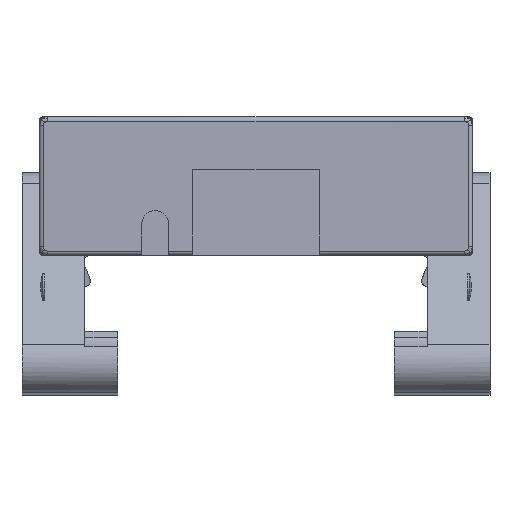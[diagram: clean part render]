
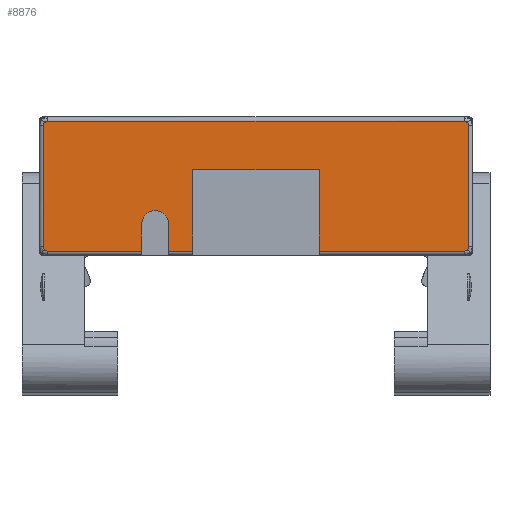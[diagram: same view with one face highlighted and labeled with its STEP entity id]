
A CAD part, front view. The second image highlights one B-rep face of the part: STEP entity #8876.
In plain terms, the highlighted planar face has unit normal (0, -1, 0).
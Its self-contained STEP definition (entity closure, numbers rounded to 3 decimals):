
#370=LINE('',#11889,#987);
#371=LINE('',#11953,#988);
#372=LINE('',#11971,#989);
#373=LINE('',#12418,#990);
#380=LINE('',#12433,#997);
#384=LINE('',#12442,#1001);
#385=LINE('',#12444,#1002);
#390=LINE('',#12454,#1007);
#391=LINE('',#12459,#1008);
#392=LINE('',#12461,#1009);
#393=LINE('',#12472,#1010);
#987=VECTOR('',#10004,1000.);
#988=VECTOR('',#10011,1000.);
#989=VECTOR('',#10014,1000.);
#990=VECTOR('',#10023,1000.);
#997=VECTOR('',#10032,1000.);
#1001=VECTOR('',#10042,1000.);
#1002=VECTOR('',#10045,1000.);
#1007=VECTOR('',#10060,1000.);
#1008=VECTOR('',#10063,1000.);
#1009=VECTOR('',#10064,1000.);
#1010=VECTOR('',#10079,1000.);
#1589=PLANE('',#9348);
#2011=ORIENTED_EDGE('',*,*,#4118,.T.);
#2012=ORIENTED_EDGE('',*,*,#4119,.T.);
#2013=ORIENTED_EDGE('',*,*,#4120,.T.);
#2014=ORIENTED_EDGE('',*,*,#4121,.F.);
#2015=ORIENTED_EDGE('',*,*,#4112,.T.);
#2016=ORIENTED_EDGE('',*,*,#4107,.T.);
#2017=ORIENTED_EDGE('',*,*,#4113,.T.);
#2018=ORIENTED_EDGE('',*,*,#4100,.F.);
#2019=ORIENTED_EDGE('',*,*,#4122,.F.);
#2020=ORIENTED_EDGE('',*,*,#4123,.F.);
#2021=ORIENTED_EDGE('',*,*,#4053,.F.);
#2022=ORIENTED_EDGE('',*,*,#4124,.F.);
#2023=ORIENTED_EDGE('',*,*,#4125,.F.);
#2024=ORIENTED_EDGE('',*,*,#4071,.F.);
#2025=ORIENTED_EDGE('',*,*,#4126,.F.);
#2026=ORIENTED_EDGE('',*,*,#4127,.F.);
#2027=ORIENTED_EDGE('',*,*,#4067,.F.);
#2028=ORIENTED_EDGE('',*,*,#4128,.F.);
#2029=ORIENTED_EDGE('',*,*,#4087,.F.);
#2030=ORIENTED_EDGE('',*,*,#4129,.F.);
#4053=EDGE_CURVE('',#5125,#5127,#370,.T.);
#4067=EDGE_CURVE('',#5134,#5135,#371,.T.);
#4071=EDGE_CURVE('',#5137,#5139,#372,.T.);
#4087=EDGE_CURVE('',#5148,#5149,#5792,.T.);
#4100=EDGE_CURVE('',#5156,#5154,#373,.T.);
#4107=EDGE_CURVE('',#5164,#5163,#380,.T.);
#4112=EDGE_CURVE('',#5165,#5164,#384,.T.);
#4113=EDGE_CURVE('',#5163,#5154,#385,.T.);
#4118=EDGE_CURVE('',#5166,#5167,#390,.T.);
#4119=EDGE_CURVE('',#5167,#5168,#5795,.T.);
#4120=EDGE_CURVE('',#5168,#5169,#391,.T.);
#4121=EDGE_CURVE('',#5165,#5169,#392,.T.);
#4122=EDGE_CURVE('',#5170,#5156,#5796,.T.);
#4123=EDGE_CURVE('',#5127,#5170,#5797,.T.);
#4124=EDGE_CURVE('',#5171,#5125,#5798,.T.);
#4125=EDGE_CURVE('',#5139,#5171,#5799,.T.);
#4126=EDGE_CURVE('',#5172,#5137,#5800,.T.);
#4127=EDGE_CURVE('',#5135,#5172,#5801,.T.);
#4128=EDGE_CURVE('',#5149,#5134,#5802,.T.);
#4129=EDGE_CURVE('',#5166,#5148,#393,.T.);
#5125=VERTEX_POINT('',#11887);
#5127=VERTEX_POINT('',#11890);
#5134=VERTEX_POINT('',#11952);
#5135=VERTEX_POINT('',#11954);
#5137=VERTEX_POINT('',#11969);
#5139=VERTEX_POINT('',#11972);
#5148=VERTEX_POINT('',#12200);
#5149=VERTEX_POINT('',#12202);
#5154=VERTEX_POINT('',#12407);
#5156=VERTEX_POINT('',#12417);
#5163=VERTEX_POINT('',#12432);
#5164=VERTEX_POINT('',#12434);
#5165=VERTEX_POINT('',#12441);
#5166=VERTEX_POINT('',#12455);
#5167=VERTEX_POINT('',#12456);
#5168=VERTEX_POINT('',#12458);
#5169=VERTEX_POINT('',#12460);
#5170=VERTEX_POINT('',#12463);
#5171=VERTEX_POINT('',#12466);
#5172=VERTEX_POINT('',#12469);
#5792=CIRCLE('',#9336,1.5);
#5795=CIRCLE('',#9349,4.7);
#5796=CIRCLE('',#9350,1.5);
#5797=CIRCLE('',#9351,1.5);
#5798=CIRCLE('',#9352,1.5);
#5799=CIRCLE('',#9353,1.5);
#5800=CIRCLE('',#9354,1.5);
#5801=CIRCLE('',#9355,1.5);
#5802=CIRCLE('',#9356,1.5);
#6039=EDGE_LOOP('',(#2011,#2012,#2013,#2014,#2015,#2016,#2017,#2018,#2019,
#2020,#2021,#2022,#2023,#2024,#2025,#2026,#2027,#2028,#2029,#2030));
#6495=FACE_BOUND('',#6039,.T.);
#8876=ADVANCED_FACE('',(#6495),#1589,.F.);
#9336=AXIS2_PLACEMENT_3D('',#12201,#10017,#10018);
#9348=AXIS2_PLACEMENT_3D('',#12453,#10058,#10059);
#9349=AXIS2_PLACEMENT_3D('',#12457,#10061,#10062);
#9350=AXIS2_PLACEMENT_3D('',#12462,#10065,#10066);
#9351=AXIS2_PLACEMENT_3D('',#12464,#10067,#10068);
#9352=AXIS2_PLACEMENT_3D('',#12465,#10069,#10070);
#9353=AXIS2_PLACEMENT_3D('',#12467,#10071,#10072);
#9354=AXIS2_PLACEMENT_3D('',#12468,#10073,#10074);
#9355=AXIS2_PLACEMENT_3D('',#12470,#10075,#10076);
#9356=AXIS2_PLACEMENT_3D('',#12471,#10077,#10078);
#10004=DIRECTION('',(0.,0.,-1.));
#10011=DIRECTION('',(0.,0.,1.));
#10014=DIRECTION('',(1.,0.,0.));
#10017=DIRECTION('',(0.,1.,0.));
#10018=DIRECTION('',(-0.707,0.,-0.707));
#10023=DIRECTION('',(-1.,0.,0.));
#10032=DIRECTION('',(1.,0.,0.));
#10042=DIRECTION('',(0.,0.,1.));
#10045=DIRECTION('',(0.,0.,-1.));
#10058=DIRECTION('',(0.,1.,0.));
#10059=DIRECTION('',(-1.,0.,0.));
#10060=DIRECTION('',(0.,0.,1.));
#10061=DIRECTION('',(0.,1.,0.));
#10062=DIRECTION('',(1.,0.,0.));
#10063=DIRECTION('',(0.,0.,-1.));
#10064=DIRECTION('',(-1.,0.,0.));
#10065=DIRECTION('',(0.,1.,0.));
#10066=DIRECTION('',(0.707,0.,-0.707));
#10067=DIRECTION('',(0.,1.,0.));
#10068=DIRECTION('',(0.707,0.,-0.707));
#10069=DIRECTION('',(0.,1.,0.));
#10070=DIRECTION('',(0.707,0.,0.707));
#10071=DIRECTION('',(0.,1.,0.));
#10072=DIRECTION('',(0.707,0.,0.707));
#10073=DIRECTION('',(0.,1.,0.));
#10074=DIRECTION('',(-0.707,0.,0.707));
#10075=DIRECTION('',(0.,1.,0.));
#10076=DIRECTION('',(-0.707,0.,0.707));
#10077=DIRECTION('',(0.,1.,0.));
#10078=DIRECTION('',(-0.707,0.,-0.707));
#10079=DIRECTION('',(-1.,0.,0.));
#11887=CARTESIAN_POINT('',(74.5,120.,57.5));
#11889=CARTESIAN_POINT('',(74.5,120.,36.25));
#11890=CARTESIAN_POINT('',(74.5,120.,15.));
#11952=CARTESIAN_POINT('',(-74.5,120.,15.));
#11953=CARTESIAN_POINT('',(-74.5,120.,48.375));
#11954=CARTESIAN_POINT('',(-74.5,120.,57.5));
#11969=CARTESIAN_POINT('',(-73.,120.,59.));
#11971=CARTESIAN_POINT('',(0.,120.,59.));
#11972=CARTESIAN_POINT('',(73.,120.,59.));
#12200=CARTESIAN_POINT('',(-73.,120.,13.5));
#12201=CARTESIAN_POINT('',(-73.,120.,15.));
#12202=CARTESIAN_POINT('',(-74.061,120.,13.939));
#12407=CARTESIAN_POINT('',(22.1,120.,13.5));
#12417=CARTESIAN_POINT('',(73.,120.,13.5));
#12418=CARTESIAN_POINT('',(-38.,120.,13.5));
#12432=CARTESIAN_POINT('',(22.1,120.,42.));
#12433=CARTESIAN_POINT('',(0.,120.,42.));
#12434=CARTESIAN_POINT('',(-22.1,120.,42.));
#12441=CARTESIAN_POINT('',(-22.1,120.,13.5));
#12442=CARTESIAN_POINT('',(-22.1,120.,24.125));
#12444=CARTESIAN_POINT('',(22.1,120.,24.125));
#12453=CARTESIAN_POINT('',(0.,120.,36.25));
#12454=CARTESIAN_POINT('',(-40.,120.,24.125));
#12455=CARTESIAN_POINT('',(-40.,120.,13.5));
#12456=CARTESIAN_POINT('',(-40.,120.,23.));
#12457=CARTESIAN_POINT('',(-35.3,120.,23.));
#12458=CARTESIAN_POINT('',(-30.6,120.,23.));
#12459=CARTESIAN_POINT('',(-30.6,120.,29.625));
#12460=CARTESIAN_POINT('',(-30.6,120.,13.5));
#12461=CARTESIAN_POINT('',(-38.,120.,13.5));
#12462=CARTESIAN_POINT('',(73.,120.,15.));
#12463=CARTESIAN_POINT('',(74.061,120.,13.939));
#12464=CARTESIAN_POINT('',(73.,120.,15.));
#12465=CARTESIAN_POINT('',(73.,120.,57.5));
#12466=CARTESIAN_POINT('',(74.061,120.,58.561));
#12467=CARTESIAN_POINT('',(73.,120.,57.5));
#12468=CARTESIAN_POINT('',(-73.,120.,57.5));
#12469=CARTESIAN_POINT('',(-74.061,120.,58.561));
#12470=CARTESIAN_POINT('',(-73.,120.,57.5));
#12471=CARTESIAN_POINT('',(-73.,120.,15.));
#12472=CARTESIAN_POINT('',(-38.,120.,13.5));
